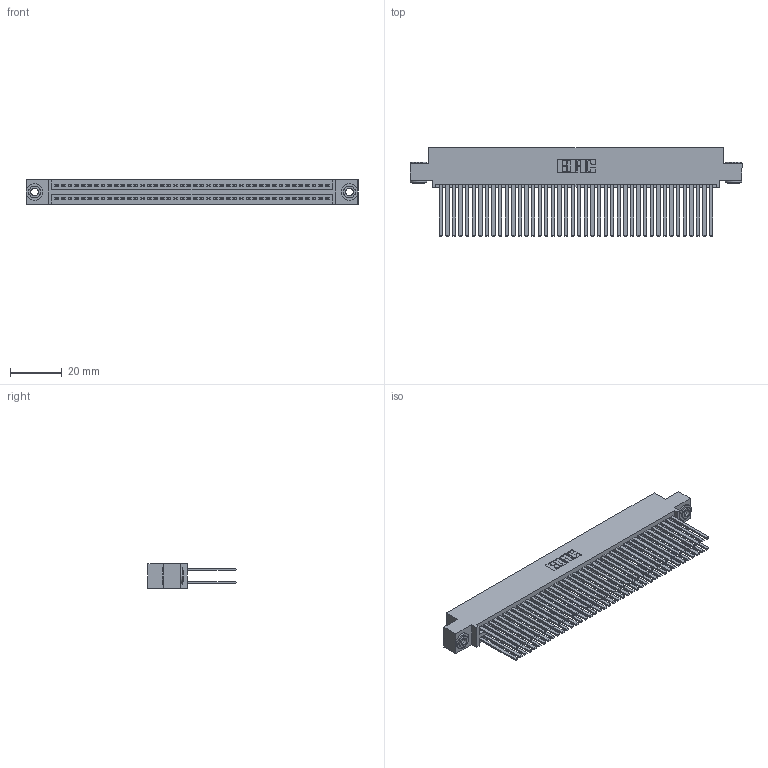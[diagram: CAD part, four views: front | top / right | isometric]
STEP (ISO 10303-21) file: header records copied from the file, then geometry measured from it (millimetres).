
FILE_DESCRIPTION (( 'STEP AP203' ), '1' );
FILE_NAME ('345-084-544-503.STEP', '2018-10-04T02:20:21', ( '' ), ( '' ), 'SwSTEP 2.0', 'SolidWorks 2016', '' );
FILE_SCHEMA (( 'CONFIG_CONTROL_DESIGN' ));
Length unit declared in the file: inch
Products named in the file (4): 345-084-544-503; 345-292-001_345-293-144; 345-250-002_345-250-002-102; 345 Part_0.110 Offset - 0.156 Dia-TH
Assembly tree (87 placements, depth 2):
  345-084-544-503
    345 Part_0.110 Offset - 0.156 Dia-TH
    345-292-001_345-293-144  x84
    345-250-002_345-250-002-102  x2
Bounding box: 127.89 x 33.96 x 9.4 mm (x, y, z)
Volume: 13546.8 mm3; surface area: 23773.4 mm2
Topology: 87 solids, 87 shells, 3864 faces, 11433 edges, 7506 vertices
Faces by surface type: plane 2530, cylinder 1326, cone 8
Entity records: 33552 total; most frequent: CARTESIAN_POINT 5599, ORIENTED_EDGE 5526, DIRECTION 4965, EDGE_CURVE 2763, LINE 2443, VECTOR 2443, VERTEX_POINT 1838, AXIS2_PLACEMENT_3D 1261
